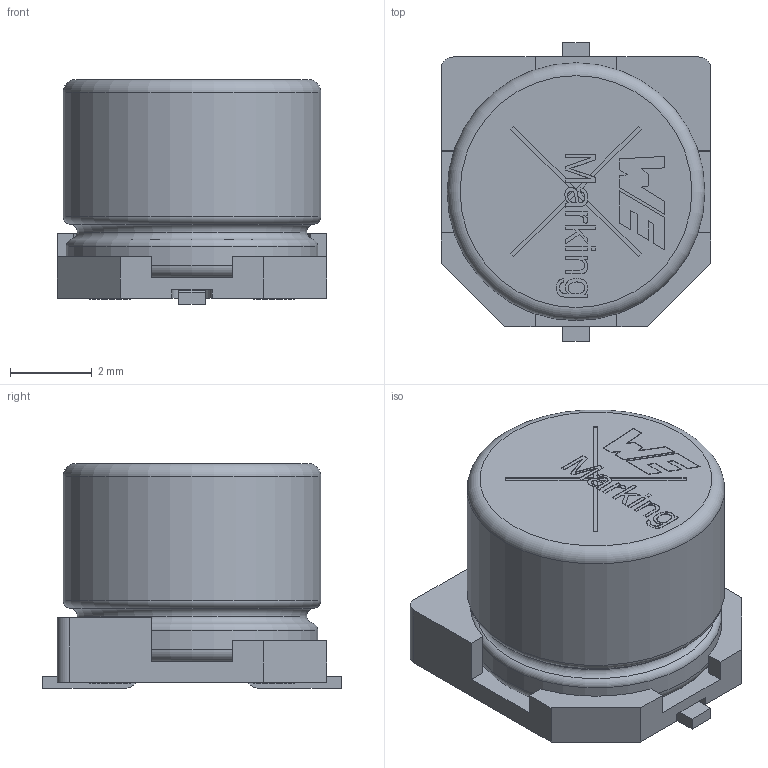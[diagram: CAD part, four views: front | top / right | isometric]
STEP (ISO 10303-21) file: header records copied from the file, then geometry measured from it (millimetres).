
FILE_DESCRIPTION( ( 'Unknown' ), '1' );
FILE_NAME( '6.3x5.5x2.2.stp', 'Unknown', ( 'Unknown' ), ( 'Unknown' ), 'PSStep 21.0.46', 'Unknown', ' ' );
FILE_SCHEMA( ( 'AUTOMOTIVE_DESIGN { 1 0 10303 214 1 1 1 1 }' ) );
Length unit declared in the file: millimetre
Products named in the file (3): Assem1; capicitor_6.3x5.5x2.2; Base_Φ6_3Capacitor
Assembly tree (2 placements, depth 2):
  Assem1
    capicitor_6.3x5.5x2.2
    Base_Φ6_3Capacitor
Bounding box: 6.6 x 7.3 x 5.5 mm (x, y, z)
Volume: 172.1 mm3; surface area: 300 mm2
Topology: 2 solids, 2 shells, 250 faces, 666 edges, 443 vertices
Faces by surface type: plane 184, cylinder 43, extrusion 16, torus 7
Full cylindrical faces by diameter (mm): 0.787 x1, 0.9 x2, 0.913 x1, 1 x4, 1.544 x1, 1.669 x1, 3.812 x1, 3.938 x1, 4.41 x1, 6.15 x1, 6.3 x1
Entity records: 10285 total; most frequent: CARTESIAN_POINT 2278, ORIENTED_EDGE 1276, DIRECTION 1096, EDGE_CURVE 638, VERTEX_POINT 438, VECTOR 406, LINE 390, AXIS2_PLACEMENT_3D 345
